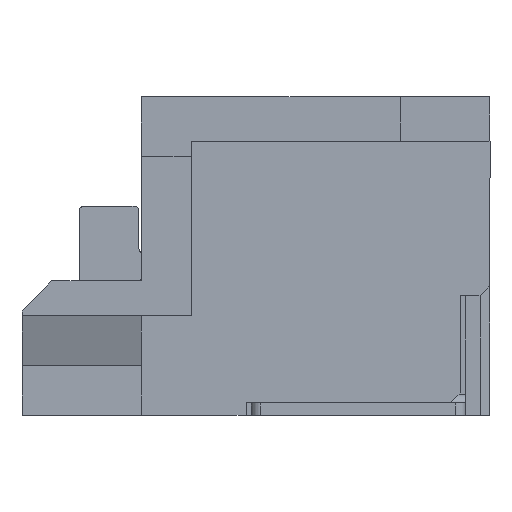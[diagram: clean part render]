
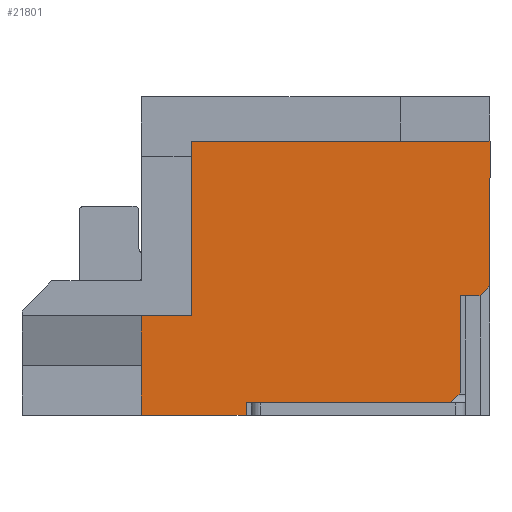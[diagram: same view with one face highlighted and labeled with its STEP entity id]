
A CAD part, left-side view. The second image highlights one B-rep face of the part: STEP entity #21801.
In plain terms, the highlighted planar face has unit normal (-1, 0, 0).
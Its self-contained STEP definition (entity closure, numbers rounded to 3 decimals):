
#82 = CARTESIAN_POINT ( 'NONE',  ( -17., -3.9, 0.25 ) ) ;
#1193 = DIRECTION ( 'NONE',  ( 0., 1., 0. ) ) ;
#1235 = EDGE_CURVE ( 'NONE', #25431, #6839, #35515, .T. ) ;
#1891 = CARTESIAN_POINT ( 'NONE',  ( -17., -4.1, 2.4 ) ) ;
#1914 = CARTESIAN_POINT ( 'NONE',  ( -17., -4.7, 2.6 ) ) ;
#2338 = LINE ( 'NONE', #1914, #13333 ) ;
#2725 = CARTESIAN_POINT ( 'NONE',  ( -17., -4.7, 2.6 ) ) ;
#3652 = VERTEX_POINT ( 'NONE', #4724 ) ;
#3871 = AXIS2_PLACEMENT_3D ( 'NONE', #9607, #40210, #22119 ) ;
#4207 = LINE ( 'NONE', #22052, #10959 ) ;
#4724 = CARTESIAN_POINT ( 'NONE',  ( -17., 2.3, 1. ) ) ;
#5009 = EDGE_CURVE ( 'NONE', #21664, #14923, #8871, .T. ) ;
#5302 = LINE ( 'NONE', #36130, #35572 ) ;
#5535 = EDGE_CURVE ( 'NONE', #13107, #33860, #5302, .T. ) ;
#5558 = CARTESIAN_POINT ( 'NONE',  ( -17., 0.2, 0.25 ) ) ;
#6031 = EDGE_CURVE ( 'NONE', #15253, #28838, #14733, .T. ) ;
#6625 = DIRECTION ( 'NONE',  ( 0., 1., 0. ) ) ;
#6839 = VERTEX_POINT ( 'NONE', #17524 ) ;
#7290 = EDGE_LOOP ( 'NONE', ( #35785, #14992, #22610, #39849, #9763, #31166, #16415, #7646, #35438, #8815, #37242, #35340, #35640 ) ) ;
#7375 = CARTESIAN_POINT ( 'NONE',  ( -17., 4.7, 5.5 ) ) ;
#7405 = CARTESIAN_POINT ( 'NONE',  ( -17., -4.7, 6.4 ) ) ;
#7646 = ORIENTED_EDGE ( 'NONE', *, *, #5009, .T. ) ;
#7989 = DIRECTION ( 'NONE',  ( 0., -1., 0. ) ) ;
#8393 = LINE ( 'NONE', #14114, #18349 ) ;
#8815 = ORIENTED_EDGE ( 'NONE', *, *, #34171, .T. ) ;
#8871 = LINE ( 'NONE', #1891, #12844 ) ;
#9406 = FACE_OUTER_BOUND ( 'NONE', #7290, .T. ) ;
#9607 = CARTESIAN_POINT ( 'NONE',  ( -17., 4.7, 6.4 ) ) ;
#9708 = DIRECTION ( 'NONE',  ( 0., 0., 1. ) ) ;
#9721 = EDGE_CURVE ( 'NONE', #25431, #30362, #16171, .T. ) ;
#9763 = ORIENTED_EDGE ( 'NONE', *, *, #11007, .T. ) ;
#10280 = CARTESIAN_POINT ( 'NONE',  ( -17., 1.3, 2. ) ) ;
#10290 = DIRECTION ( 'NONE',  ( 0., 0., -1. ) ) ;
#10825 = CARTESIAN_POINT ( 'NONE',  ( -17., 0.2, 0. ) ) ;
#10959 = VECTOR ( 'NONE', #38092, 1000. ) ;
#11007 = EDGE_CURVE ( 'NONE', #33860, #15253, #17941, .T. ) ;
#11065 = EDGE_CURVE ( 'NONE', #39548, #6839, #31486, .T. ) ;
#11386 = VERTEX_POINT ( 'NONE', #22729 ) ;
#12654 = PLANE ( 'NONE',  #3871 ) ;
#12844 = VECTOR ( 'NONE', #40276, 1000. ) ;
#12916 = VECTOR ( 'NONE', #21820, 1000. ) ;
#13107 = VERTEX_POINT ( 'NONE', #15026 ) ;
#13333 = VECTOR ( 'NONE', #20778, 1000. ) ;
#13539 = CARTESIAN_POINT ( 'NONE',  ( -17., 2.3, 1. ) ) ;
#13589 = VECTOR ( 'NONE', #9708, 1000. ) ;
#13715 = DIRECTION ( 'NONE',  ( 0., 0., -1. ) ) ;
#13869 = CARTESIAN_POINT ( 'NONE',  ( -17., -4.1, 2.4 ) ) ;
#14114 = CARTESIAN_POINT ( 'NONE',  ( -17., -3.9, 0.25 ) ) ;
#14674 = EDGE_CURVE ( 'NONE', #28838, #21664, #8393, .T. ) ;
#14733 = LINE ( 'NONE', #5558, #19181 ) ;
#14813 = VECTOR ( 'NONE', #6625, 1000. ) ;
#14923 = VERTEX_POINT ( 'NONE', #13869 ) ;
#14992 = ORIENTED_EDGE ( 'NONE', *, *, #29031, .T. ) ;
#15026 = CARTESIAN_POINT ( 'NONE',  ( -17., 2.3, 0. ) ) ;
#15253 = VERTEX_POINT ( 'NONE', #28165 ) ;
#16171 = LINE ( 'NONE', #7405, #39686 ) ;
#16373 = VECTOR ( 'NONE', #10290, 1000. ) ;
#16415 = ORIENTED_EDGE ( 'NONE', *, *, #14674, .T. ) ;
#16618 = LINE ( 'NONE', #10280, #14813 ) ;
#17524 = CARTESIAN_POINT ( 'NONE',  ( -17., 1.3, 5.5 ) ) ;
#17941 = LINE ( 'NONE', #33762, #12916 ) ;
#18349 = VECTOR ( 'NONE', #33458, 1000. ) ;
#19181 = VECTOR ( 'NONE', #33283, 1000. ) ;
#19230 = CARTESIAN_POINT ( 'NONE',  ( -17., 1.3, 2. ) ) ;
#20778 = DIRECTION ( 'NONE',  ( 0., -0.707, 0.707 ) ) ;
#21579 = CARTESIAN_POINT ( 'NONE',  ( -17., -4.1, 2.4 ) ) ;
#21664 = VERTEX_POINT ( 'NONE', #32260 ) ;
#21801 = ADVANCED_FACE ( 'NONE', ( #9406 ), #12654, .F. ) ;
#21820 = DIRECTION ( 'NONE',  ( 0., 0., 1. ) ) ;
#22052 = CARTESIAN_POINT ( 'NONE',  ( -17., 2.3, 6.4 ) ) ;
#22119 = DIRECTION ( 'NONE',  ( 0., 0., -1. ) ) ;
#22610 = ORIENTED_EDGE ( 'NONE', *, *, #36345, .T. ) ;
#22729 = CARTESIAN_POINT ( 'NONE',  ( -17., 2.3, 2. ) ) ;
#22766 = VERTEX_POINT ( 'NONE', #35768 ) ;
#25431 = VERTEX_POINT ( 'NONE', #26380 ) ;
#26380 = CARTESIAN_POINT ( 'NONE',  ( -17., -4.7, 5.5 ) ) ;
#28165 = CARTESIAN_POINT ( 'NONE',  ( -17., 0.2, 0.25 ) ) ;
#28376 = CARTESIAN_POINT ( 'NONE',  ( -17., 1.3, 5.2 ) ) ;
#28838 = VERTEX_POINT ( 'NONE', #82 ) ;
#29031 = EDGE_CURVE ( 'NONE', #11386, #3652, #4207, .T. ) ;
#30362 = VERTEX_POINT ( 'NONE', #2725 ) ;
#30830 = DIRECTION ( 'NONE',  ( 0., -1., 0. ) ) ;
#31166 = ORIENTED_EDGE ( 'NONE', *, *, #6031, .T. ) ;
#31486 = LINE ( 'NONE', #28376, #13589 ) ;
#32058 = VECTOR ( 'NONE', #1193, 1000. ) ;
#32260 = CARTESIAN_POINT ( 'NONE',  ( -17., -4.1, 0.45 ) ) ;
#33283 = DIRECTION ( 'NONE',  ( 0., -1., 0. ) ) ;
#33458 = DIRECTION ( 'NONE',  ( 0., -0.707, 0.707 ) ) ;
#33762 = CARTESIAN_POINT ( 'NONE',  ( -17., 0.2, 0.25 ) ) ;
#33860 = VERTEX_POINT ( 'NONE', #10825 ) ;
#34171 = EDGE_CURVE ( 'NONE', #22766, #30362, #2338, .T. ) ;
#34342 = LINE ( 'NONE', #21579, #35202 ) ;
#34788 = EDGE_CURVE ( 'NONE', #14923, #22766, #34342, .T. ) ;
#34933 = EDGE_CURVE ( 'NONE', #39548, #11386, #16618, .T. ) ;
#35202 = VECTOR ( 'NONE', #30830, 1000. ) ;
#35340 = ORIENTED_EDGE ( 'NONE', *, *, #1235, .T. ) ;
#35438 = ORIENTED_EDGE ( 'NONE', *, *, #34788, .T. ) ;
#35515 = LINE ( 'NONE', #7375, #32058 ) ;
#35572 = VECTOR ( 'NONE', #7989, 1000. ) ;
#35640 = ORIENTED_EDGE ( 'NONE', *, *, #11065, .F. ) ;
#35768 = CARTESIAN_POINT ( 'NONE',  ( -17., -4.5, 2.4 ) ) ;
#35785 = ORIENTED_EDGE ( 'NONE', *, *, #34933, .T. ) ;
#36130 = CARTESIAN_POINT ( 'NONE',  ( -17., 4.7, 0. ) ) ;
#36345 = EDGE_CURVE ( 'NONE', #3652, #13107, #38243, .T. ) ;
#37242 = ORIENTED_EDGE ( 'NONE', *, *, #9721, .F. ) ;
#38092 = DIRECTION ( 'NONE',  ( 0., 0., -1. ) ) ;
#38243 = LINE ( 'NONE', #13539, #16373 ) ;
#39548 = VERTEX_POINT ( 'NONE', #19230 ) ;
#39686 = VECTOR ( 'NONE', #13715, 1000. ) ;
#39849 = ORIENTED_EDGE ( 'NONE', *, *, #5535, .T. ) ;
#40210 = DIRECTION ( 'NONE',  ( 1., 0., 0. ) ) ;
#40276 = DIRECTION ( 'NONE',  ( 0., 0., 1. ) ) ;
